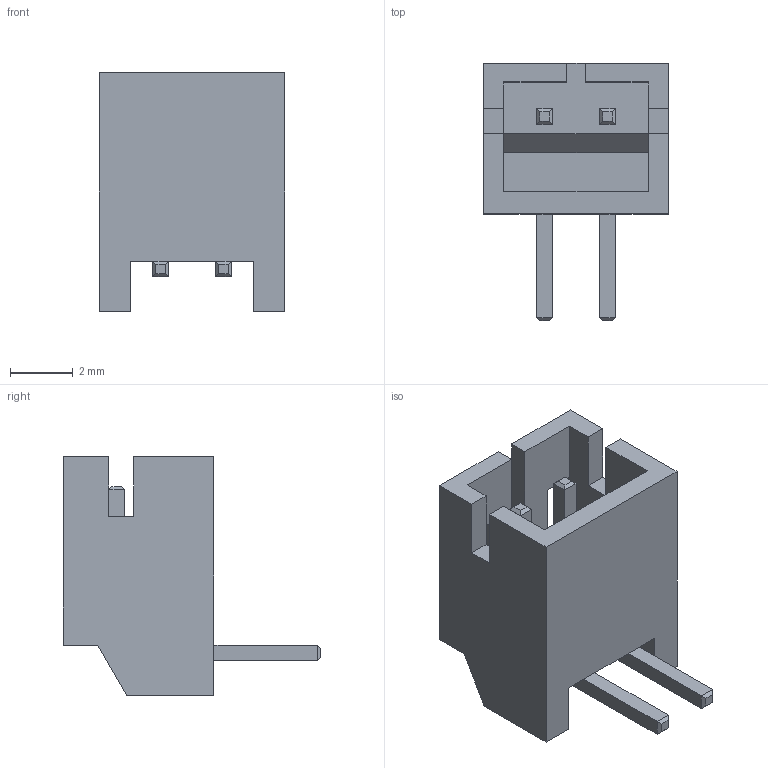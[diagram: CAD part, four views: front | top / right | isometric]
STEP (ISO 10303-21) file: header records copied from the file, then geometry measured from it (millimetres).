
FILE_DESCRIPTION (( 'STEP AP214' ), '1' );
FILE_NAME ('9E306246-4456-4CC9-BCF6-9D5063FBBBE6.STEP', '2023-09-09T19:13:31', ( '' ), ( '' ), 'SwSTEP 2.0', 'SolidWorks 2022', '' );
FILE_SCHEMA (( 'AUTOMOTIVE_DESIGN' ));
Length unit declared in the file: millimetre
Products named in the file (1): 9E306246-4456-4CC9-BCF6-9D5063FBBBE6
Bounding box: 5.9 x 8.2 x 7.6 mm (x, y, z)
Volume: 104 mm3; surface area: 317.5 mm2
Topology: 1 solids, 1 shells, 76 faces, 206 edges, 130 vertices
Faces by surface type: plane 74, cylinder 2
Entity records: 2800 total; most frequent: CARTESIAN_POINT 413, ORIENTED_EDGE 412, DIRECTION 364, EDGE_CURVE 206, VECTOR 202, LINE 202, VERTEX_POINT 130, AXIS2_PLACEMENT_3D 81
